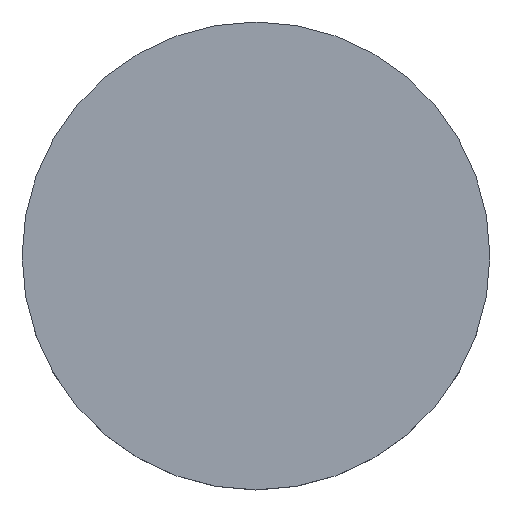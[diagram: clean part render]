
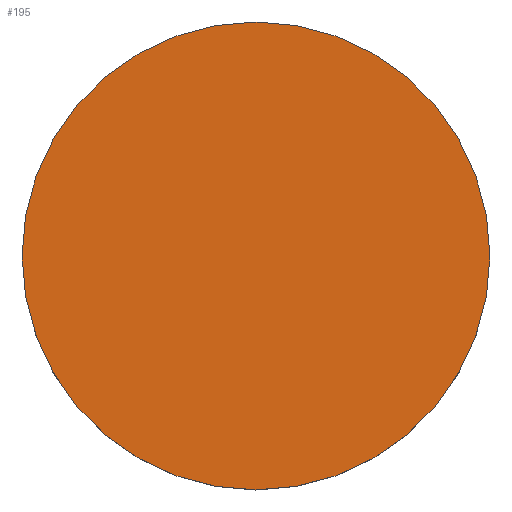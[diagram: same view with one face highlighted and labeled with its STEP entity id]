
A CAD part, top view. The second image highlights one B-rep face of the part: STEP entity #195.
In plain terms, the highlighted planar face has unit normal (0, 0, 1).
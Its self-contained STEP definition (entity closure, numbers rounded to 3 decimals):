
#3 = AXIS2_PLACEMENT_3D ( 'NONE', #9, #142, #60 ) ;
#7 = EDGE_CURVE ( 'NONE', #11, #58, #188, .T. ) ;
#9 = CARTESIAN_POINT ( 'NONE',  ( 0., 0., 3.3 ) ) ;
#11 = VERTEX_POINT ( 'NONE', #77 ) ;
#14 = CIRCLE ( 'NONE', #50, 12.7 ) ;
#17 = PLANE ( 'NONE',  #74 ) ;
#37 = ORIENTED_EDGE ( 'NONE', *, *, #7, .F. ) ;
#48 = FACE_OUTER_BOUND ( 'NONE', #210, .T. ) ;
#50 = AXIS2_PLACEMENT_3D ( 'NONE', #184, #129, #218 ) ;
#58 = VERTEX_POINT ( 'NONE', #177 ) ;
#60 = DIRECTION ( 'NONE',  ( 1., 0., 0. ) ) ;
#68 = DIRECTION ( 'NONE',  ( 0., 0., 1. ) ) ;
#74 = AXIS2_PLACEMENT_3D ( 'NONE', #147, #68, #163 ) ;
#77 = CARTESIAN_POINT ( 'NONE',  ( -12.7, 0., 3.3 ) ) ;
#129 = DIRECTION ( 'NONE',  ( 0., 0., -1. ) ) ;
#139 = ORIENTED_EDGE ( 'NONE', *, *, #151, .F. ) ;
#142 = DIRECTION ( 'NONE',  ( 0., 0., -1. ) ) ;
#147 = CARTESIAN_POINT ( 'NONE',  ( 0., 26.112, 3.3 ) ) ;
#151 = EDGE_CURVE ( 'NONE', #58, #11, #14, .T. ) ;
#163 = DIRECTION ( 'NONE',  ( 1., 0., 0. ) ) ;
#177 = CARTESIAN_POINT ( 'NONE',  ( 12.7, 0., 3.3 ) ) ;
#184 = CARTESIAN_POINT ( 'NONE',  ( 0., 0., 3.3 ) ) ;
#188 = CIRCLE ( 'NONE', #3, 12.7 ) ;
#195 = ADVANCED_FACE ( 'NONE', ( #48 ), #17, .T. ) ;
#210 = EDGE_LOOP ( 'NONE', ( #139, #37 ) ) ;
#218 = DIRECTION ( 'NONE',  ( 1., 0., 0. ) ) ;
